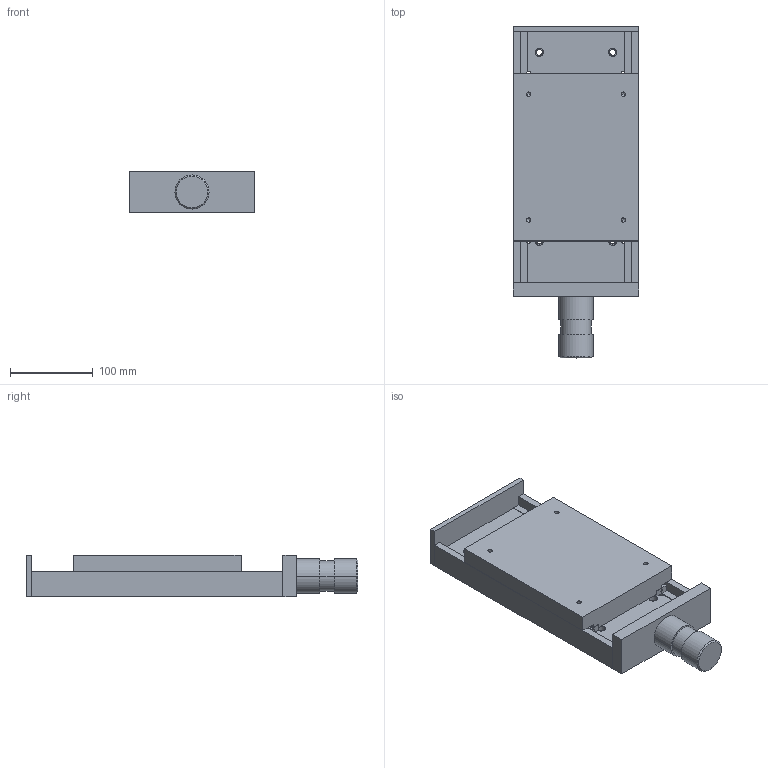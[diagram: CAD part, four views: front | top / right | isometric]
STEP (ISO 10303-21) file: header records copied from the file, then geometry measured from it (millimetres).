
FILE_DESCRIPTION((''),'2;1');
FILE_NAME('LAC6-12-4.stp','2003-09-07T07:29:12',('fran'),(''),'Autodesk Inventor (tm) 5.3','Autodesk Inventor (tm) 5.3','');
FILE_SCHEMA(('CONFIG_CONTROL_DESIGN'));
Length unit declared in the file: inch
Products named in the file (10): LAC6-12-4; LAC6-12-4 BOTTOM_PLATE; LAC6-12-4 TOP_BASE; LAC6-12-4 RAIL-A; LAC6-12-4 RAIL_B; LAC6-12-4 RAIL_C; LAC6-12-4 RAIL_D; LAC6-12-4 SIDE_PLATE_A; LAC6-12-4 DIAL_KNOB; LAC6-12-4 SIDE_PLATE_B
Assembly tree (9 placements, depth 2):
  LAC6-12-4
    LAC6-12-4 BOTTOM_PLATE
    LAC6-12-4 TOP_BASE
    LAC6-12-4 RAIL-A
    LAC6-12-4 RAIL_B
    LAC6-12-4 RAIL_C
    LAC6-12-4 RAIL_D
    LAC6-12-4 SIDE_PLATE_A
    LAC6-12-4 DIAL_KNOB
    LAC6-12-4 SIDE_PLATE_B
Bounding box: 152.4 x 401.95 x 50.8 mm (x, y, z)
Volume: 2030275.9 mm3; surface area: 290286.4 mm2
Topology: 9 solids, 9 shells, 164 faces, 418 edges, 270 vertices
Faces by surface type: plane 112, bspline 44, cylinder 6, cone 2
Entity records: 6733 total; most frequent: CARTESIAN_POINT 1555, ORIENTED_EDGE 820, DIRECTION 774, EDGE_CURVE 410, VECTOR 324, LINE 324, VERTEX_POINT 270, AXIS2_PLACEMENT_3D 225
